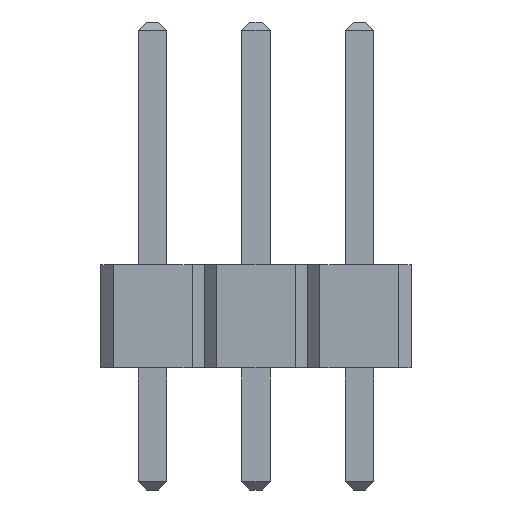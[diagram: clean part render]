
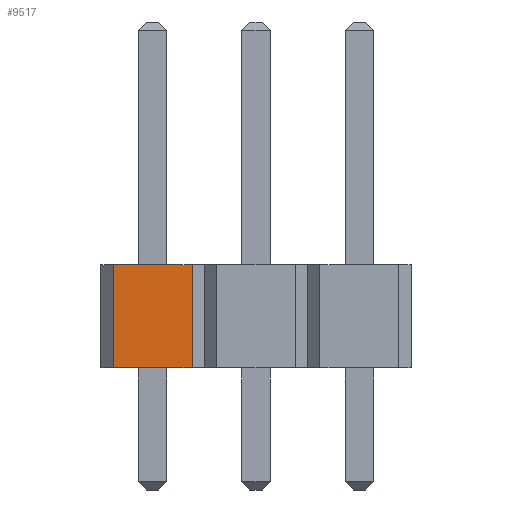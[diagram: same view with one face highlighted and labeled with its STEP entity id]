
A CAD part, front view. The second image highlights one B-rep face of the part: STEP entity #9517.
In plain terms, the highlighted planar face has unit normal (0, -1, 0).
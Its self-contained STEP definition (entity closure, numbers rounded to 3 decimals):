
#8967 = VERTEX_POINT('',#8968);
#8968 = CARTESIAN_POINT('',(-0.97,-41.91,0.));
#8974 = EDGE_CURVE('',#8975,#8967,#8977,.T.);
#8975 = VERTEX_POINT('',#8976);
#8976 = CARTESIAN_POINT('',(0.97,-41.91,0.));
#8977 = LINE('',#8978,#8979);
#8978 = CARTESIAN_POINT('',(1.27,-41.91,0.));
#8979 = VECTOR('',#8980,1.);
#8980 = DIRECTION('',(-1.,0.,0.));
#9189 = VERTEX_POINT('',#9190);
#9190 = CARTESIAN_POINT('',(-0.97,-41.91,2.54));
#9196 = EDGE_CURVE('',#9197,#9189,#9199,.T.);
#9197 = VERTEX_POINT('',#9198);
#9198 = CARTESIAN_POINT('',(0.97,-41.91,2.54));
#9199 = LINE('',#9200,#9201);
#9200 = CARTESIAN_POINT('',(1.27,-41.91,2.54));
#9201 = VECTOR('',#9202,1.);
#9202 = DIRECTION('',(-1.,0.,0.));
#9507 = EDGE_CURVE('',#8975,#9197,#9508,.T.);
#9508 = LINE('',#9509,#9510);
#9509 = CARTESIAN_POINT('',(0.97,-41.91,0.));
#9510 = VECTOR('',#9511,1.);
#9511 = DIRECTION('',(0.,0.,1.));
#9517 = ADVANCED_FACE('',(#9518),#9529,.T.);
#9518 = FACE_BOUND('',#9519,.T.);
#9519 = EDGE_LOOP('',(#9520,#9521,#9522,#9523));
#9520 = ORIENTED_EDGE('',*,*,#8974,.F.);
#9521 = ORIENTED_EDGE('',*,*,#9507,.T.);
#9522 = ORIENTED_EDGE('',*,*,#9196,.T.);
#9523 = ORIENTED_EDGE('',*,*,#9524,.F.);
#9524 = EDGE_CURVE('',#8967,#9189,#9525,.T.);
#9525 = LINE('',#9526,#9527);
#9526 = CARTESIAN_POINT('',(-0.97,-41.91,0.));
#9527 = VECTOR('',#9528,1.);
#9528 = DIRECTION('',(0.,0.,1.));
#9529 = PLANE('',#9530);
#9530 = AXIS2_PLACEMENT_3D('',#9531,#9532,#9533);
#9531 = CARTESIAN_POINT('',(1.27,-41.91,0.));
#9532 = DIRECTION('',(0.,-1.,0.));
#9533 = DIRECTION('',(-1.,0.,0.));
